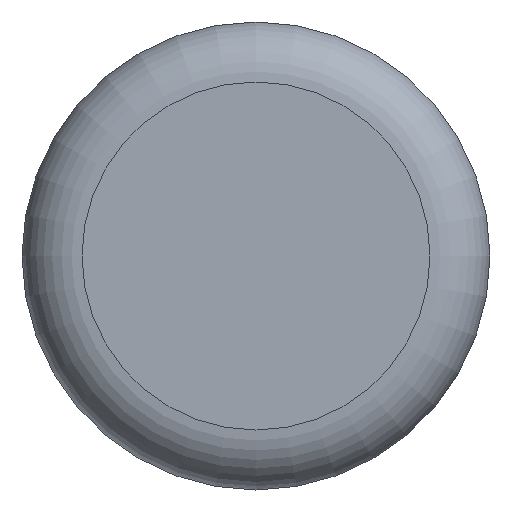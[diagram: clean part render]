
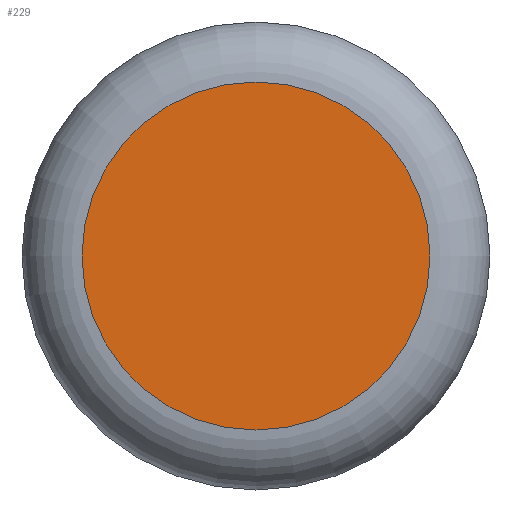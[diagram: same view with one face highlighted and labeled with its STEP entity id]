
A CAD part, front view. The second image highlights one B-rep face of the part: STEP entity #229.
In plain terms, the highlighted planar face has unit normal (0, -1, 0).
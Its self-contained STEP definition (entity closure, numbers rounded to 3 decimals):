
#66 = TOROIDAL_SURFACE('',#67,2.9,1.);
#67 = AXIS2_PLACEMENT_3D('',#68,#69,#70);
#68 = CARTESIAN_POINT('',(0.,-34.,0.));
#69 = DIRECTION('',(0.,-1.,0.));
#70 = DIRECTION('',(1.,0.,0.));
#170 = VERTEX_POINT('',#171);
#171 = CARTESIAN_POINT('',(2.9,-35.,0.));
#195 = EDGE_CURVE('',#170,#170,#196,.T.);
#196 = SURFACE_CURVE('',#197,(#202,#209),.PCURVE_S1.);
#197 = CIRCLE('',#198,2.9);
#198 = AXIS2_PLACEMENT_3D('',#199,#200,#201);
#199 = CARTESIAN_POINT('',(0.,-35.,0.));
#200 = DIRECTION('',(0.,-1.,0.));
#201 = DIRECTION('',(1.,0.,0.));
#202 = PCURVE('',#66,#203);
#203 = DEFINITIONAL_REPRESENTATION('',(#204),#208);
#204 = LINE('',#205,#206);
#205 = CARTESIAN_POINT('',(0.,1.571));
#206 = VECTOR('',#207,1.);
#207 = DIRECTION('',(1.,0.));
#208 = ( GEOMETRIC_REPRESENTATION_CONTEXT(2) 
PARAMETRIC_REPRESENTATION_CONTEXT() REPRESENTATION_CONTEXT('2D SPACE',''
  ) );
#209 = PCURVE('',#210,#215);
#210 = PLANE('',#211);
#211 = AXIS2_PLACEMENT_3D('',#212,#213,#214);
#212 = CARTESIAN_POINT('',(0.,-35.,0.)
  );
#213 = DIRECTION('',(0.,1.,0.));
#214 = DIRECTION('',(0.,0.,1.));
#215 = DEFINITIONAL_REPRESENTATION('',(#216),#224);
#216 = ( BOUNDED_CURVE() B_SPLINE_CURVE(2,(#217,#218,#219,#220,#221,#222
,#223),.UNSPECIFIED.,.T.,.F.) B_SPLINE_CURVE_WITH_KNOTS((1,2,2,2,2,1),(
    -2.094,0.,2.094,4.189,6.283,
8.378),.UNSPECIFIED.) CURVE() GEOMETRIC_REPRESENTATION_ITEM() 
RATIONAL_B_SPLINE_CURVE((1.,0.5,1.,0.5,1.,0.5,1.)) REPRESENTATION_ITEM(
  '') );
#217 = CARTESIAN_POINT('',(0.,2.9));
#218 = CARTESIAN_POINT('',(5.023,2.9));
#219 = CARTESIAN_POINT('',(2.511,-1.45));
#220 = CARTESIAN_POINT('',(0.,-5.8));
#221 = CARTESIAN_POINT('',(-2.511,-1.45));
#222 = CARTESIAN_POINT('',(-5.023,2.9));
#223 = CARTESIAN_POINT('',(0.,2.9));
#224 = ( GEOMETRIC_REPRESENTATION_CONTEXT(2) 
PARAMETRIC_REPRESENTATION_CONTEXT() REPRESENTATION_CONTEXT('2D SPACE',''
  ) );
#229 = ADVANCED_FACE('',(#230),#210,.F.);
#230 = FACE_BOUND('',#231,.F.);
#231 = EDGE_LOOP('',(#232));
#232 = ORIENTED_EDGE('',*,*,#195,.F.);
